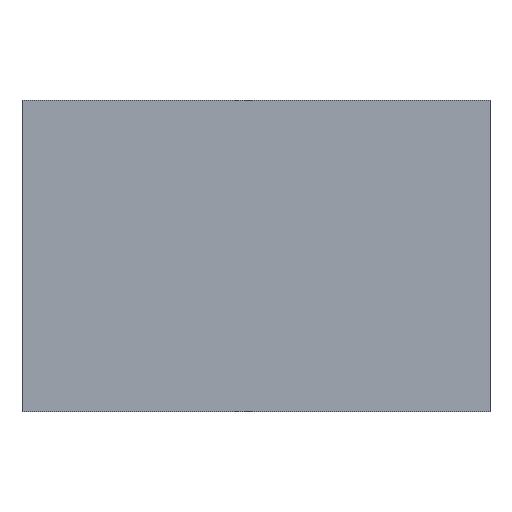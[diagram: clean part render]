
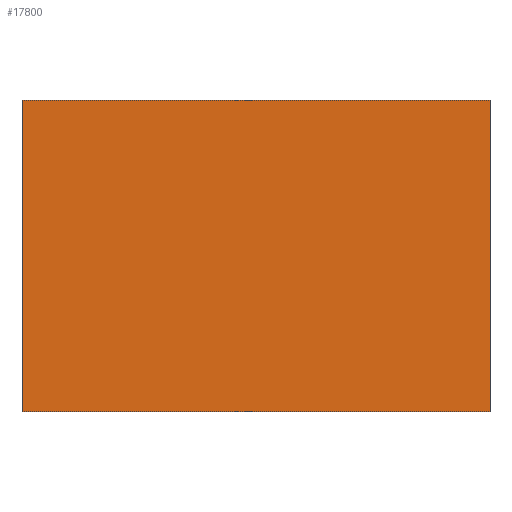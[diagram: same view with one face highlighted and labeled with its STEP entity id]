
A CAD part, front view. The second image highlights one B-rep face of the part: STEP entity #17800.
In plain terms, the highlighted free-form (B-spline) face has degree [1, 1] with [2, 2] control points.
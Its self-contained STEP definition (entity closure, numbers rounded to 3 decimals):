
#17332 = VERTEX_POINT('',#17333);
#17333 = CARTESIAN_POINT('',(-75.196,-57.65,
    50.131));
#17338 = EDGE_CURVE('',#17332,#17339,#17341,.T.);
#17339 = VERTEX_POINT('',#17340);
#17340 = CARTESIAN_POINT('',(75.196,-57.65,
    50.131));
#17341 = B_SPLINE_CURVE_WITH_KNOTS('',1,(#17342,#17343),.UNSPECIFIED.,
  .F.,.F.,(2,2),(0.,150.),.PIECEWISE_BEZIER_KNOTS.);
#17342 = CARTESIAN_POINT('',(-75.196,-57.65,
    50.131));
#17343 = CARTESIAN_POINT('',(75.196,-57.65,
    50.131));
#17750 = VERTEX_POINT('',#17751);
#17751 = CARTESIAN_POINT('',(75.196,-57.65,
    -50.131));
#17756 = EDGE_CURVE('',#17750,#17757,#17759,.T.);
#17757 = VERTEX_POINT('',#17758);
#17758 = CARTESIAN_POINT('',(-75.196,-57.65,
    -50.131));
#17759 = B_SPLINE_CURVE_WITH_KNOTS('',1,(#17760,#17761),.UNSPECIFIED.,
  .F.,.F.,(2,2),(-150.,0.),.PIECEWISE_BEZIER_KNOTS.);
#17760 = CARTESIAN_POINT('',(75.196,-57.65,
    -50.131));
#17761 = CARTESIAN_POINT('',(-75.196,-57.65,
    -50.131));
#17778 = EDGE_CURVE('',#17339,#17750,#17779,.T.);
#17779 = B_SPLINE_CURVE_WITH_KNOTS('',1,(#17780,#17781),.UNSPECIFIED.,
  .F.,.F.,(2,2),(-50.,50.),.PIECEWISE_BEZIER_KNOTS.);
#17780 = CARTESIAN_POINT('',(75.196,-57.65,
    50.131));
#17781 = CARTESIAN_POINT('',(75.196,-57.65,
    -50.131));
#17800 = ADVANCED_FACE('',(#17801),#17811,.T.);
#17801 = FACE_BOUND('',#17802,.T.);
#17802 = EDGE_LOOP('',(#17803,#17804,#17805,#17810));
#17803 = ORIENTED_EDGE('',*,*,#17778,.F.);
#17804 = ORIENTED_EDGE('',*,*,#17338,.F.);
#17805 = ORIENTED_EDGE('',*,*,#17806,.F.);
#17806 = EDGE_CURVE('',#17757,#17332,#17807,.T.);
#17807 = B_SPLINE_CURVE_WITH_KNOTS('',1,(#17808,#17809),.UNSPECIFIED.,
  .F.,.F.,(2,2),(-50.,50.),.PIECEWISE_BEZIER_KNOTS.);
#17808 = CARTESIAN_POINT('',(-75.196,-57.65,
    -50.131));
#17809 = CARTESIAN_POINT('',(-75.196,-57.65,
    50.131));
#17810 = ORIENTED_EDGE('',*,*,#17756,.F.);
#17811 = B_SPLINE_SURFACE_WITH_KNOTS('',1,1,(
    (#17812,#17813)
    ,(#17814,#17815
    )),.UNSPECIFIED.,.F.,.F.,.F.,(2,2),(2,2),(0.,150.),(-50.,50.),
  .PIECEWISE_BEZIER_KNOTS.);
#17812 = CARTESIAN_POINT('',(-75.196,-57.65,
    -50.131));
#17813 = CARTESIAN_POINT('',(-75.196,-57.65,
    50.131));
#17814 = CARTESIAN_POINT('',(75.196,-57.65,
    -50.131));
#17815 = CARTESIAN_POINT('',(75.196,-57.65,
    50.131));
